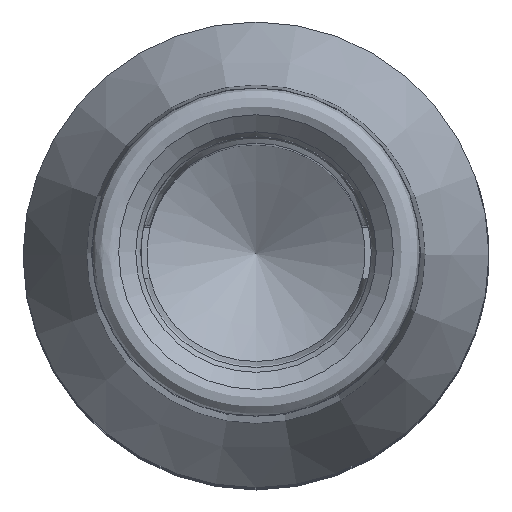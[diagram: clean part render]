
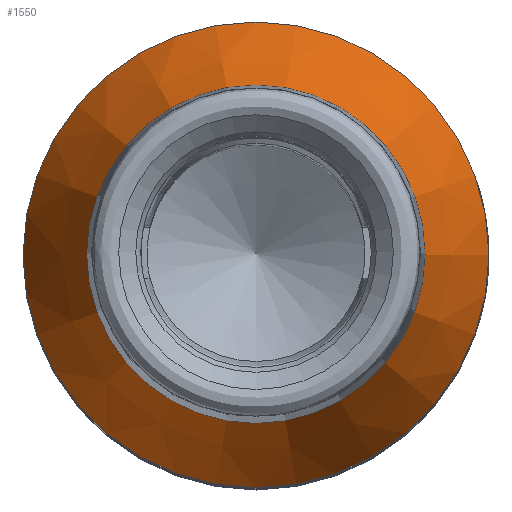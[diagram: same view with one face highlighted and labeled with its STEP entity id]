
A CAD part, top view. The second image highlights one B-rep face of the part: STEP entity #1550.
In plain terms, the highlighted conical face has half-angle 24.517 degrees and reference radius 0.9 mm.
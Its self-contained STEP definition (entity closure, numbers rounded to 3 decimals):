
#1425=CONICAL_SURFACE('',#3555,0.9,24.517);
#1550=ADVANCED_FACE('',(#1737,#1738),#1425,.T.);
#1737=FACE_BOUND('',#1837,.T.);
#1738=FACE_BOUND('',#1838,.T.);
#1837=EDGE_LOOP('',(#2100));
#1838=EDGE_LOOP('',(#2101));
#2100=ORIENTED_EDGE('',*,*,#2943,.F.);
#2101=ORIENTED_EDGE('',*,*,#2884,.T.);
#2648=VERTEX_POINT('',#4476);
#2694=VERTEX_POINT('',#4739);
#2884=EDGE_CURVE('',#2648,#2648,#3217,.T.);
#2943=EDGE_CURVE('',#2694,#2694,#3252,.T.);
#3217=CIRCLE('',#3491,0.9);
#3252=CIRCLE('',#3554,1.75);
#3491=AXIS2_PLACEMENT_3D('',#4475,#3768,#3769);
#3554=AXIS2_PLACEMENT_3D('',#4738,#3910,#3911);
#3555=AXIS2_PLACEMENT_3D('',#4740,#3912,#3913);
#3768=DIRECTION('',(0.,0.,-1.));
#3769=DIRECTION('',(-1.,0.,0.));
#3910=DIRECTION('',(0.,0.,-1.));
#3911=DIRECTION('',(-1.,0.,0.));
#3912=DIRECTION('',(0.,0.,-1.));
#3913=DIRECTION('',(-1.,0.,0.));
#4475=CARTESIAN_POINT('',(0.,0.,1.864));
#4476=CARTESIAN_POINT('',(-0.9,0.,1.864));
#4738=CARTESIAN_POINT('',(0.,0.,0.));
#4739=CARTESIAN_POINT('',(-1.75,0.,0.));
#4740=CARTESIAN_POINT('',(0.,0.,1.864));
